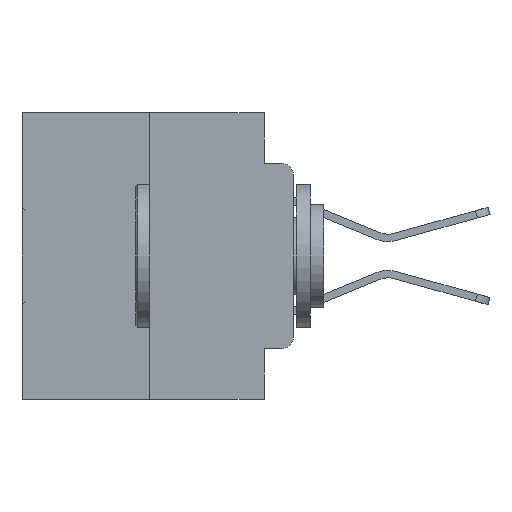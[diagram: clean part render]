
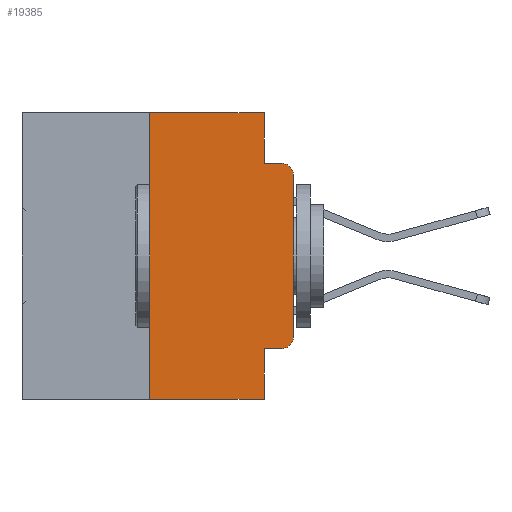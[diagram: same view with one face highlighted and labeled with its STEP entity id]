
A CAD part, left-side view. The second image highlights one B-rep face of the part: STEP entity #19385.
In plain terms, the highlighted planar face has unit normal (-1, 0, 0).
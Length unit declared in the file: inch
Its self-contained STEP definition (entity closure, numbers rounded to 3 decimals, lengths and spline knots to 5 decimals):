
#351 = EDGE_CURVE ( 'NONE', #18010, #15342, #27845, .T. ) ;
#353 = VECTOR ( 'NONE', #17409, 39.37008 ) ;
#396 = ORIENTED_EDGE ( 'NONE', *, *, #19611, .T. ) ;
#671 = CARTESIAN_POINT ( 'NONE',  ( 0., 0.02, -0.0885 ) ) ;
#904 = VERTEX_POINT ( 'NONE', #2534 ) ;
#1326 = LINE ( 'NONE', #12005, #6545 ) ;
#2534 = CARTESIAN_POINT ( 'NONE',  ( 0., 0.051, -0.4115 ) ) ;
#2610 = ORIENTED_EDGE ( 'NONE', *, *, #351, .F. ) ;
#2726 = CARTESIAN_POINT ( 'NONE',  ( 0., 0.051, 0. ) ) ;
#2899 = CARTESIAN_POINT ( 'NONE',  ( 0., 0.25, 0. ) ) ;
#3059 = LINE ( 'NONE', #2726, #24633 ) ;
#3406 = CARTESIAN_POINT ( 'NONE',  ( 0., 0., 0. ) ) ;
#3595 = CARTESIAN_POINT ( 'NONE',  ( 0., 0.02, -0.1085 ) ) ;
#4502 = CARTESIAN_POINT ( 'NONE',  ( 0., 0.051, 0. ) ) ;
#4934 = EDGE_CURVE ( 'NONE', #904, #25111, #6001, .T. ) ;
#5473 = DIRECTION ( 'NONE',  ( 0., 0., 1. ) ) ;
#5629 = AXIS2_PLACEMENT_3D ( 'NONE', #16979, #24694, #9221 ) ;
#5710 = ORIENTED_EDGE ( 'NONE', *, *, #25363, .F. ) ;
#5817 = CARTESIAN_POINT ( 'NONE',  ( 0., 0.25, 0. ) ) ;
#6001 = LINE ( 'NONE', #16508, #24455 ) ;
#6545 = VECTOR ( 'NONE', #19081, 39.37008 ) ;
#6918 = CARTESIAN_POINT ( 'NONE',  ( 0., 0.051, -0.0885 ) ) ;
#7476 = VERTEX_POINT ( 'NONE', #2899 ) ;
#8939 = DIRECTION ( 'NONE',  ( 0., -1., 0. ) ) ;
#8995 = CARTESIAN_POINT ( 'NONE',  ( 0., 0.473, 0. ) ) ;
#9085 = ORIENTED_EDGE ( 'NONE', *, *, #11562, .T. ) ;
#9221 = DIRECTION ( 'NONE',  ( 0., 0., -1. ) ) ;
#9470 = VERTEX_POINT ( 'NONE', #22462 ) ;
#9766 = VECTOR ( 'NONE', #30681, 39.37008 ) ;
#9799 = ORIENTED_EDGE ( 'NONE', *, *, #22738, .T. ) ;
#10658 = DIRECTION ( 'NONE',  ( 1., 0., 0. ) ) ;
#10804 = LINE ( 'NONE', #5817, #25201 ) ;
#10878 = EDGE_LOOP ( 'NONE', ( #33773, #9799, #2610, #26935, #33298, #5710, #396, #28992, #31829, #9085 ) ) ;
#10993 = FACE_OUTER_BOUND ( 'NONE', #10878, .T. ) ;
#11513 = LINE ( 'NONE', #21986, #13615 ) ;
#11562 = EDGE_CURVE ( 'NONE', #25111, #17889, #23731, .T. ) ;
#12005 = CARTESIAN_POINT ( 'NONE',  ( 0., 0.051, 0. ) ) ;
#13317 = VERTEX_POINT ( 'NONE', #17793 ) ;
#13593 = DIRECTION ( 'NONE',  ( 0., 0., -1. ) ) ;
#13615 = VECTOR ( 'NONE', #8939, 39.37008 ) ;
#14110 = DIRECTION ( 'NONE',  ( 0., 0., 1. ) ) ;
#14942 = CARTESIAN_POINT ( 'NONE',  ( 0., 0.473, 0. ) ) ;
#15342 = VERTEX_POINT ( 'NONE', #671 ) ;
#15872 = AXIS2_PLACEMENT_3D ( 'NONE', #8995, #10658, #29177 ) ;
#16176 = PLANE ( 'NONE',  #15872 ) ;
#16508 = CARTESIAN_POINT ( 'NONE',  ( 0., 0.051, -0.4115 ) ) ;
#16979 = CARTESIAN_POINT ( 'NONE',  ( 0., 0.02, -0.3915 ) ) ;
#17397 = CIRCLE ( 'NONE', #26150, 0.02 ) ;
#17409 = DIRECTION ( 'NONE',  ( 0., -1., 0. ) ) ;
#17793 = CARTESIAN_POINT ( 'NONE',  ( 0., 0.051, -0.5 ) ) ;
#17889 = VERTEX_POINT ( 'NONE', #31320 ) ;
#18010 = VERTEX_POINT ( 'NONE', #26851 ) ;
#18532 = EDGE_CURVE ( 'NONE', #7476, #26567, #25379, .T. ) ;
#18601 = VECTOR ( 'NONE', #14110, 39.37008 ) ;
#18940 = DIRECTION ( 'NONE',  ( 0., 0., -1. ) ) ;
#19081 = DIRECTION ( 'NONE',  ( 0., 0., -1. ) ) ;
#19385 = ADVANCED_FACE ( 'NONE', ( #10993 ), #16176, .F. ) ;
#19436 = EDGE_CURVE ( 'NONE', #26567, #18010, #3059, .T. ) ;
#19611 = EDGE_CURVE ( 'NONE', #32604, #13317, #11513, .T. ) ;
#21986 = CARTESIAN_POINT ( 'NONE',  ( 0., 0.473, -0.5 ) ) ;
#22462 = CARTESIAN_POINT ( 'NONE',  ( 0., 0., -0.1085 ) ) ;
#22738 = EDGE_CURVE ( 'NONE', #9470, #15342, #17397, .T. ) ;
#23731 = CIRCLE ( 'NONE', #5629, 0.02 ) ;
#23889 = DIRECTION ( 'NONE',  ( -1., 0., 0. ) ) ;
#24455 = VECTOR ( 'NONE', #26948, 39.37008 ) ;
#24633 = VECTOR ( 'NONE', #13593, 39.37008 ) ;
#24694 = DIRECTION ( 'NONE',  ( -1., 0., 0. ) ) ;
#25111 = VERTEX_POINT ( 'NONE', #29891 ) ;
#25201 = VECTOR ( 'NONE', #5473, 39.37008 ) ;
#25363 = EDGE_CURVE ( 'NONE', #32604, #7476, #10804, .T. ) ;
#25379 = LINE ( 'NONE', #14942, #9766 ) ;
#25493 = EDGE_CURVE ( 'NONE', #904, #13317, #1326, .T. ) ;
#26150 = AXIS2_PLACEMENT_3D ( 'NONE', #3595, #23889, #18940 ) ;
#26567 = VERTEX_POINT ( 'NONE', #4502 ) ;
#26851 = CARTESIAN_POINT ( 'NONE',  ( 0., 0.051, -0.0885 ) ) ;
#26935 = ORIENTED_EDGE ( 'NONE', *, *, #19436, .F. ) ;
#26948 = DIRECTION ( 'NONE',  ( 0., -1., 0. ) ) ;
#27845 = LINE ( 'NONE', #6918, #353 ) ;
#28992 = ORIENTED_EDGE ( 'NONE', *, *, #25493, .F. ) ;
#29177 = DIRECTION ( 'NONE',  ( 0., 0., -1. ) ) ;
#29891 = CARTESIAN_POINT ( 'NONE',  ( 0., 0.02, -0.4115 ) ) ;
#30681 = DIRECTION ( 'NONE',  ( 0., -1., 0. ) ) ;
#31290 = CARTESIAN_POINT ( 'NONE',  ( 0., 0.25, -0.5 ) ) ;
#31320 = CARTESIAN_POINT ( 'NONE',  ( 0., 0., -0.3915 ) ) ;
#31829 = ORIENTED_EDGE ( 'NONE', *, *, #4934, .T. ) ;
#32430 = LINE ( 'NONE', #3406, #18601 ) ;
#32604 = VERTEX_POINT ( 'NONE', #31290 ) ;
#33180 = EDGE_CURVE ( 'NONE', #17889, #9470, #32430, .T. ) ;
#33298 = ORIENTED_EDGE ( 'NONE', *, *, #18532, .F. ) ;
#33773 = ORIENTED_EDGE ( 'NONE', *, *, #33180, .T. ) ;
